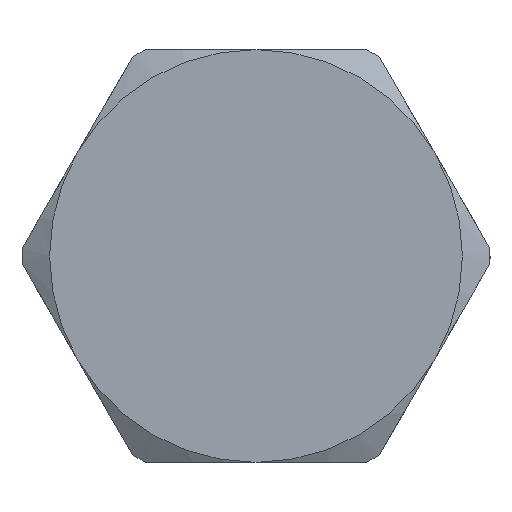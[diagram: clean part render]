
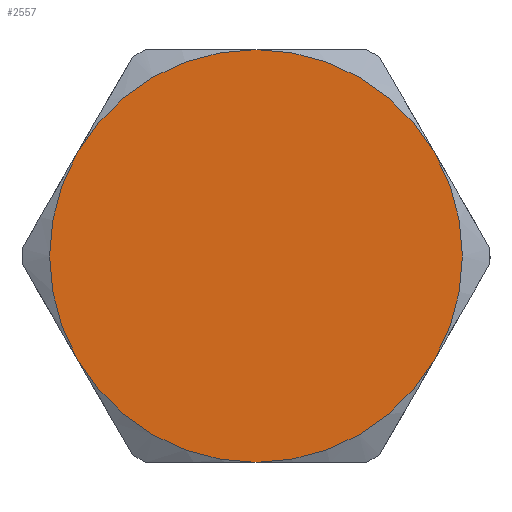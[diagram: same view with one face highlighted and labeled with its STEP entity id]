
A CAD part, left-side view. The second image highlights one B-rep face of the part: STEP entity #2557.
In plain terms, the highlighted planar face has unit normal (-1, 0, 0).
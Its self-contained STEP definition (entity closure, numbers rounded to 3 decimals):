
#60 = CARTESIAN_POINT ( 'NONE',  ( 0., 0., 0. ) ) ;
#80 = CARTESIAN_POINT ( 'NONE',  ( 0., 10.999, -6.35 ) ) ;
#342 = EDGE_LOOP ( 'NONE', ( #449, #4985, #7656, #4628, #1792, #515 ) ) ;
#449 = ORIENTED_EDGE ( 'NONE', *, *, #1527, .F. ) ;
#515 = ORIENTED_EDGE ( 'NONE', *, *, #1584, .F. ) ;
#661 = CARTESIAN_POINT ( 'NONE',  ( 0., -10.999, -6.35 ) ) ;
#664 = CARTESIAN_POINT ( 'NONE',  ( 0., 0., 0. ) ) ;
#722 = AXIS2_PLACEMENT_3D ( 'NONE', #5968, #2367, #2314 ) ;
#781 = CARTESIAN_POINT ( 'NONE',  ( 0., 0., 0. ) ) ;
#934 = EDGE_CURVE ( 'NONE', #2657, #1087, #7637, .T. ) ;
#1087 = VERTEX_POINT ( 'NONE', #2233 ) ;
#1352 = EDGE_CURVE ( 'NONE', #1087, #6841, #2854, .T. ) ;
#1367 = AXIS2_PLACEMENT_3D ( 'NONE', #4410, #1400, #2000 ) ;
#1400 = DIRECTION ( 'NONE',  ( 1., 0., 0. ) ) ;
#1527 = EDGE_CURVE ( 'NONE', #5253, #2509, #2396, .T. ) ;
#1584 = EDGE_CURVE ( 'NONE', #2509, #2657, #5832, .T. ) ;
#1792 = ORIENTED_EDGE ( 'NONE', *, *, #934, .F. ) ;
#2000 = DIRECTION ( 'NONE',  ( 0., 0., -1. ) ) ;
#2139 = CARTESIAN_POINT ( 'NONE',  ( 0., 10.999, 6.35 ) ) ;
#2233 = CARTESIAN_POINT ( 'NONE',  ( 0., 0., 12.7 ) ) ;
#2314 = DIRECTION ( 'NONE',  ( 0., 0., -1. ) ) ;
#2367 = DIRECTION ( 'NONE',  ( 1., 0., 0. ) ) ;
#2396 = CIRCLE ( 'NONE', #7272, 12.7 ) ;
#2412 = DIRECTION ( 'NONE',  ( 1., 0., 0. ) ) ;
#2509 = VERTEX_POINT ( 'NONE', #80 ) ;
#2557 = ADVANCED_FACE ( 'NONE', ( #3659 ), #3577, .T. ) ;
#2657 = VERTEX_POINT ( 'NONE', #2139 ) ;
#2745 = AXIS2_PLACEMENT_3D ( 'NONE', #6224, #6322, #4515 ) ;
#2854 = CIRCLE ( 'NONE', #722, 12.7 ) ;
#2980 = EDGE_CURVE ( 'NONE', #6841, #5871, #6798, .T. ) ;
#3374 = CARTESIAN_POINT ( 'NONE',  ( 0., 0., 0. ) ) ;
#3464 = AXIS2_PLACEMENT_3D ( 'NONE', #664, #4781, #4804 ) ;
#3558 = CARTESIAN_POINT ( 'NONE',  ( 0., -10.999, 6.35 ) ) ;
#3577 = PLANE ( 'NONE',  #3464 ) ;
#3659 = FACE_OUTER_BOUND ( 'NONE', #342, .T. ) ;
#3971 = DIRECTION ( 'NONE',  ( 0., 0., -1. ) ) ;
#4035 = EDGE_CURVE ( 'NONE', #5871, #5253, #5090, .T. ) ;
#4410 = CARTESIAN_POINT ( 'NONE',  ( 0., 0., 0. ) ) ;
#4515 = DIRECTION ( 'NONE',  ( 0., 0., -1. ) ) ;
#4628 = ORIENTED_EDGE ( 'NONE', *, *, #1352, .F. ) ;
#4657 = AXIS2_PLACEMENT_3D ( 'NONE', #60, #2412, #7129 ) ;
#4781 = DIRECTION ( 'NONE',  ( -1., 0., 0. ) ) ;
#4804 = DIRECTION ( 'NONE',  ( 0., 0., 1. ) ) ;
#4985 = ORIENTED_EDGE ( 'NONE', *, *, #4035, .F. ) ;
#4992 = CARTESIAN_POINT ( 'NONE',  ( 0., 0., -12.7 ) ) ;
#5090 = CIRCLE ( 'NONE', #6761, 12.7 ) ;
#5253 = VERTEX_POINT ( 'NONE', #4992 ) ;
#5832 = CIRCLE ( 'NONE', #1367, 12.7 ) ;
#5871 = VERTEX_POINT ( 'NONE', #661 ) ;
#5968 = CARTESIAN_POINT ( 'NONE',  ( 0., 0., 0. ) ) ;
#6119 = DIRECTION ( 'NONE',  ( 1., 0., 0. ) ) ;
#6224 = CARTESIAN_POINT ( 'NONE',  ( 0., 0., 0. ) ) ;
#6322 = DIRECTION ( 'NONE',  ( 1., 0., 0. ) ) ;
#6761 = AXIS2_PLACEMENT_3D ( 'NONE', #3374, #7562, #3971 ) ;
#6798 = CIRCLE ( 'NONE', #4657, 12.7 ) ;
#6841 = VERTEX_POINT ( 'NONE', #3558 ) ;
#7129 = DIRECTION ( 'NONE',  ( 0., 0., -1. ) ) ;
#7272 = AXIS2_PLACEMENT_3D ( 'NONE', #781, #6119, #7375 ) ;
#7375 = DIRECTION ( 'NONE',  ( 0., 0., -1. ) ) ;
#7562 = DIRECTION ( 'NONE',  ( 1., 0., 0. ) ) ;
#7637 = CIRCLE ( 'NONE', #2745, 12.7 ) ;
#7656 = ORIENTED_EDGE ( 'NONE', *, *, #2980, .F. ) ;
